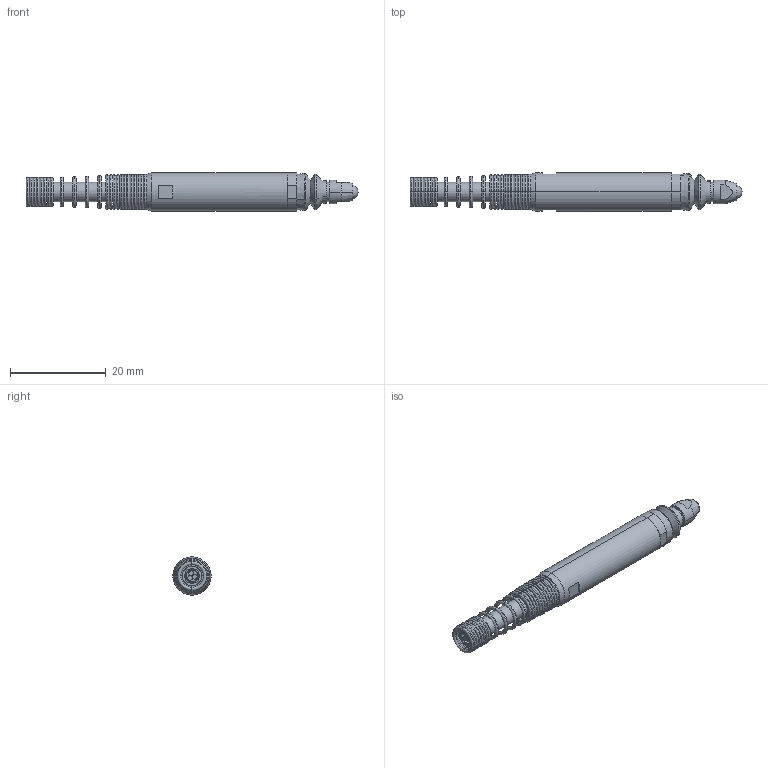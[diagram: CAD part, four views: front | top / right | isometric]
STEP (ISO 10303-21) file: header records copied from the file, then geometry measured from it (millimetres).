
FILE_DESCRIPTION (( 'STEP AP214' ), '1' );
FILE_NAME ('part DPS1.STEP', '2025-11-06T06:07:03', ( 'User' ), ( 'user' ), 'SwSTEP 2.0', 'SolidWorks 2020', '' );
FILE_SCHEMA (( 'AUTOMOTIVE_DESIGN' ));
Length unit declared in the file: millimetre
Products named in the file (1): part DPS1
Bounding box: 69.4 x 8 x 8 mm (x, y, z)
Surface area: 2486.3 mm2 (no closed solid volume)
Topology: 0 solids, 33 shells, 171 faces, 370 edges, 215 vertices
Faces by surface type: torus 102, cylinder 29, plane 26, cone 12, sphere 2
Entity records: 6639 total; most frequent: DIRECTION 1005, CARTESIAN_POINT 809, ORIENTED_EDGE 694, AXIS2_PLACEMENT_3D 472, EDGE_CURVE 365, CIRCLE 300, VERTEX_POINT 212, EDGE_LOOP 187
